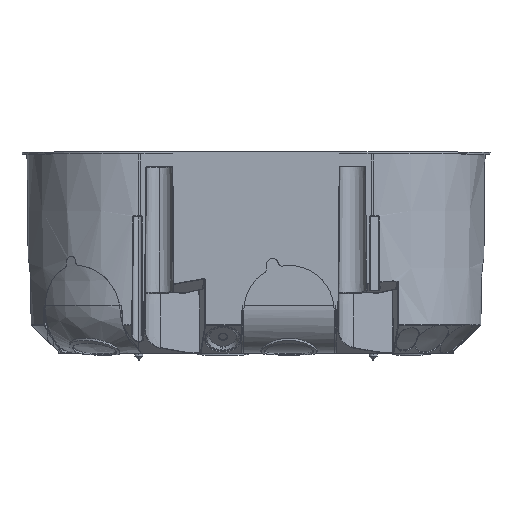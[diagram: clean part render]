
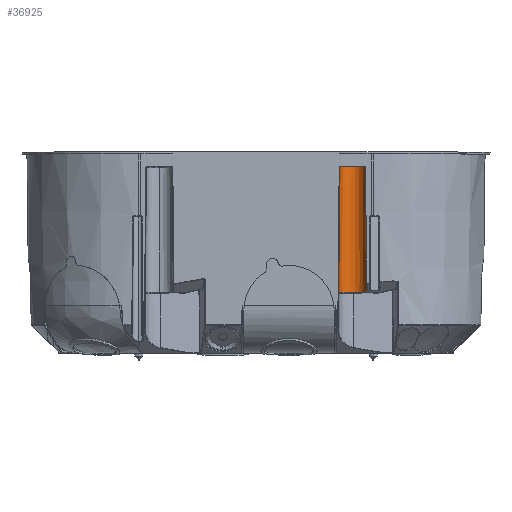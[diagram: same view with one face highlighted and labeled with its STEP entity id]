
A CAD part, top view. The second image highlights one B-rep face of the part: STEP entity #36925.
In plain terms, the highlighted conical face has half-angle 0.5 degrees and reference radius 3.9 mm.
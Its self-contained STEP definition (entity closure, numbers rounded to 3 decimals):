
#1765 = FACE_OUTER_BOUND ( 'NONE', #137106, .T. ) ;
#4018 = VERTEX_POINT ( 'NONE', #98018 ) ;
#4021 = AXIS2_PLACEMENT_3D ( 'NONE', #130262, #131089, #17663 ) ;
#5016 = CARTESIAN_POINT ( 'NONE',  ( 32.371, -42.263, 29.152 ) ) ;
#5642 = B_SPLINE_CURVE_WITH_KNOTS ( 'NONE', 3,
 ( #148423, #109570, #97966, #100420 ),
 .UNSPECIFIED., .F., .F.,
 ( 4, 4 ),
 ( 0., 0. ),
 .UNSPECIFIED. ) ;
#6683 = DIRECTION ( 'NONE',  ( 0., 0., -1. ) ) ;
#8310 = CARTESIAN_POINT ( 'NONE',  ( 29.3, -42.502, 32.06 ) ) ;
#8700 = CARTESIAN_POINT ( 'NONE',  ( 29.3, -42.502, 32.06 ) ) ;
#9715 = CARTESIAN_POINT ( 'NONE',  ( 32.777, -42.424, 29.629 ) ) ;
#14161 = DIRECTION ( 'NONE',  ( 0., 0., 1. ) ) ;
#16786 = CARTESIAN_POINT ( 'NONE',  ( 25.4, -4.5, 32.06 ) ) ;
#16969 = CARTESIAN_POINT ( 'NONE',  ( 25.807, -42.559, 29.582 ) ) ;
#17663 = DIRECTION ( 'NONE',  ( 0., 0., 1. ) ) ;
#18806 = VERTEX_POINT ( 'NONE', #108906 ) ;
#22108 = CARTESIAN_POINT ( 'NONE',  ( 32.371, -42.263, 29.152 ) ) ;
#27701 = EDGE_CURVE ( 'NONE', #122547, #94173, #118166, .T. ) ;
#29385 = LINE ( 'NONE', #104746, #50764 ) ;
#29393 = CARTESIAN_POINT ( 'NONE',  ( 25.065, -42.851, 31.732 ) ) ;
#31043 = CARTESIAN_POINT ( 'NONE',  ( 25.065, -42.898, 32.06 ) ) ;
#31840 = CARTESIAN_POINT ( 'NONE',  ( 25.104, -42.803, 31.406 ) ) ;
#32345 = DIRECTION ( 'NONE',  ( 0., -1., 0. ) ) ;
#34524 = EDGE_CURVE ( 'NONE', #49832, #77220, #29385, .T. ) ;
#36925 = ADVANCED_FACE ( 'NONE', ( #1765 ), #38348, .F. ) ;
#36994 = EDGE_CURVE ( 'NONE', #4018, #77220, #64368, .T. ) ;
#38348 = CONICAL_SURFACE ( 'NONE', #48880, 3.9, 0.009 ) ;
#38538 = ORIENTED_EDGE ( 'NONE', *, *, #109417, .T. ) ;
#39576 = ORIENTED_EDGE ( 'NONE', *, *, #27701, .T. ) ;
#40643 = CARTESIAN_POINT ( 'NONE',  ( 33.52, -41.192, 32.06 ) ) ;
#43441 = DIRECTION ( 'NONE',  ( 0.009, -1., 0. ) ) ;
#45442 = CARTESIAN_POINT ( 'NONE',  ( 33.2, -4.5, 32.06 ) ) ;
#48880 = AXIS2_PLACEMENT_3D ( 'NONE', #87047, #137575, #14161 ) ;
#48915 = ORIENTED_EDGE ( 'NONE', *, *, #91233, .T. ) ;
#49832 = VERTEX_POINT ( 'NONE', #45442 ) ;
#50764 = VECTOR ( 'NONE', #43441, 1000. ) ;
#52368 = EDGE_CURVE ( 'NONE', #162500, #122547, #5642, .T. ) ;
#52446 = CIRCLE ( 'NONE', #142266, 4.232 ) ;
#52656 = CARTESIAN_POINT ( 'NONE',  ( 32.938, -42.502, 29.899 ) ) ;
#53066 = CARTESIAN_POINT ( 'NONE',  ( 33.524, -41.627, 31.638 ) ) ;
#53746 = ORIENTED_EDGE ( 'NONE', *, *, #36994, .T. ) ;
#55138 = ORIENTED_EDGE ( 'NONE', *, *, #34524, .F. ) ;
#59203 = DIRECTION ( 'NONE',  ( 0., -1., 0. ) ) ;
#62777 = EDGE_CURVE ( 'NONE', #158681, #49832, #128236, .T. ) ;
#64368 = B_SPLINE_CURVE_WITH_KNOTS ( 'NONE', 3,
 ( #154047, #93593, #53066, #40643 ),
 .UNSPECIFIED., .F., .F.,
 ( 4, 4 ),
 ( 0., 0.002 ),
 .UNSPECIFIED. ) ;
#67269 = DIRECTION ( 'NONE',  ( -0.009, -1., 0. ) ) ;
#67929 = ORIENTED_EDGE ( 'NONE', *, *, #52368, .T. ) ;
#74758 = CARTESIAN_POINT ( 'NONE',  ( 29.3, -42.502, 32.06 ) ) ;
#77220 = VERTEX_POINT ( 'NONE', #117090 ) ;
#79883 = CARTESIAN_POINT ( 'NONE',  ( 25.255, -42.713, 30.769 ) ) ;
#80695 = CARTESIAN_POINT ( 'NONE',  ( 26.772, -42.502, 28.667 ) ) ;
#81221 = CARTESIAN_POINT ( 'NONE',  ( 32.309, -42.502, 29.085 ) ) ;
#84371 = VECTOR ( 'NONE', #67269, 1000. ) ;
#86268 = VERTEX_POINT ( 'NONE', #106508 ) ;
#87047 = CARTESIAN_POINT ( 'NONE',  ( 29.3, -4.5, 32.06 ) ) ;
#88765 = CARTESIAN_POINT ( 'NONE',  ( 25.4, -4.5, 32.06 ) ) ;
#91233 = EDGE_CURVE ( 'NONE', #152596, #86268, #103853, .T. ) ;
#91484 = CARTESIAN_POINT ( 'NONE',  ( 26.24, -42.502, 29.063 ) ) ;
#93318 = EDGE_CURVE ( 'NONE', #18806, #152596, #108177, .T. ) ;
#93593 = CARTESIAN_POINT ( 'NONE',  ( 33.465, -42.065, 31.224 ) ) ;
#94173 = VERTEX_POINT ( 'NONE', #147069 ) ;
#97966 = CARTESIAN_POINT ( 'NONE',  ( 32.343, -42.338, 29.121 ) ) ;
#98007 = CARTESIAN_POINT ( 'NONE',  ( 26.772, -42.502, 28.667 ) ) ;
#98018 = CARTESIAN_POINT ( 'NONE',  ( 33.346, -42.502, 30.821 ) ) ;
#100420 = CARTESIAN_POINT ( 'NONE',  ( 32.371, -42.263, 29.152 ) ) ;
#103853 = CIRCLE ( 'NONE', #146088, 4.232 ) ;
#104638 = ORIENTED_EDGE ( 'NONE', *, *, #138149, .T. ) ;
#104746 = CARTESIAN_POINT ( 'NONE',  ( 33.2, -4.5, 32.06 ) ) ;
#106361 = CARTESIAN_POINT ( 'NONE',  ( 25.367, -42.671, 30.461 ) ) ;
#106508 = CARTESIAN_POINT ( 'NONE',  ( 29.3, -42.502, 27.828 ) ) ;
#108165 = ORIENTED_EDGE ( 'NONE', *, *, #93318, .T. ) ;
#108177 = B_SPLINE_CURVE_WITH_KNOTS ( 'NONE', 3,
 ( #31043, #29393, #31840, #79883, #106361, #16969, #91484, #80695 ),
 .UNSPECIFIED., .F., .F.,
 ( 4, 2, 2, 4 ),
 ( 0., 0.001, 0.002, 0.004 ),
 .UNSPECIFIED. ) ;
#108906 = CARTESIAN_POINT ( 'NONE',  ( 25.065, -42.898, 32.06 ) ) ;
#109417 = EDGE_CURVE ( 'NONE', #86268, #162500, #126096, .T. ) ;
#109570 = CARTESIAN_POINT ( 'NONE',  ( 32.322, -42.418, 29.099 ) ) ;
#110522 = DIRECTION ( 'NONE',  ( 0., 0., -1. ) ) ;
#112284 = EDGE_CURVE ( 'NONE', #94173, #4018, #52446, .T. ) ;
#115445 = AXIS2_PLACEMENT_3D ( 'NONE', #8700, #59203, #110522 ) ;
#115995 = ORIENTED_EDGE ( 'NONE', *, *, #112284, .T. ) ;
#116972 = LINE ( 'NONE', #16786, #84371 ) ;
#117090 = CARTESIAN_POINT ( 'NONE',  ( 33.52, -41.192, 32.06 ) ) ;
#118166 = B_SPLINE_CURVE_WITH_KNOTS ( 'NONE', 3,
 ( #22108, #123100, #9715, #52656 ),
 .UNSPECIFIED., .F., .F.,
 ( 4, 4 ),
 ( 0., 0.001 ),
 .UNSPECIFIED. ) ;
#122547 = VERTEX_POINT ( 'NONE', #5016 ) ;
#123100 = CARTESIAN_POINT ( 'NONE',  ( 32.587, -42.345, 29.379 ) ) ;
#126096 = CIRCLE ( 'NONE', #115445, 4.232 ) ;
#128236 = CIRCLE ( 'NONE', #4021, 3.9 ) ;
#130262 = CARTESIAN_POINT ( 'NONE',  ( 29.3, -4.5, 32.06 ) ) ;
#131089 = DIRECTION ( 'NONE',  ( 0., -1., 0. ) ) ;
#137106 = EDGE_LOOP ( 'NONE', ( #104638, #108165, #48915, #38538, #67929, #39576, #115995, #53746, #55138, #147531 ) ) ;
#137575 = DIRECTION ( 'NONE',  ( 0., -1., 0. ) ) ;
#138149 = EDGE_CURVE ( 'NONE', #158681, #18806, #116972, .T. ) ;
#142266 = AXIS2_PLACEMENT_3D ( 'NONE', #8310, #32345, #6683 ) ;
#146088 = AXIS2_PLACEMENT_3D ( 'NONE', #74758, #163360, #153362 ) ;
#147069 = CARTESIAN_POINT ( 'NONE',  ( 32.938, -42.502, 29.899 ) ) ;
#147531 = ORIENTED_EDGE ( 'NONE', *, *, #62777, .F. ) ;
#148423 = CARTESIAN_POINT ( 'NONE',  ( 32.309, -42.502, 29.085 ) ) ;
#152596 = VERTEX_POINT ( 'NONE', #98007 ) ;
#153362 = DIRECTION ( 'NONE',  ( 0., 0., -1. ) ) ;
#154047 = CARTESIAN_POINT ( 'NONE',  ( 33.346, -42.502, 30.821 ) ) ;
#158681 = VERTEX_POINT ( 'NONE', #88765 ) ;
#162500 = VERTEX_POINT ( 'NONE', #81221 ) ;
#163360 = DIRECTION ( 'NONE',  ( 0., -1., 0. ) ) ;
